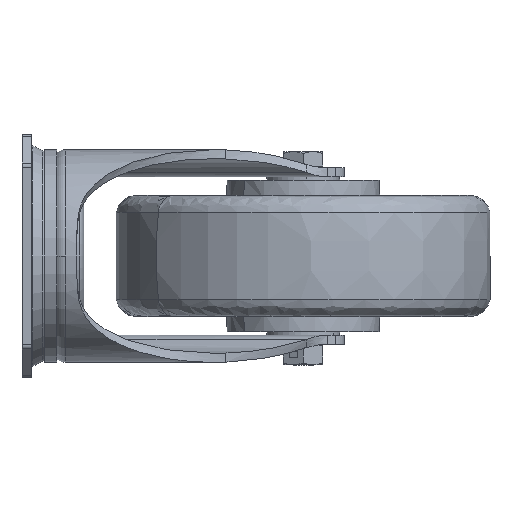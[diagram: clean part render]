
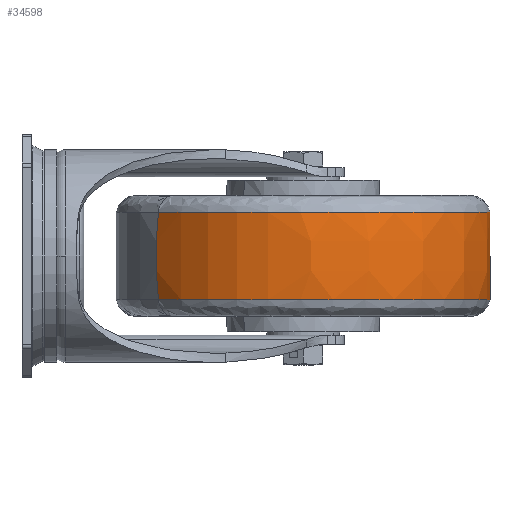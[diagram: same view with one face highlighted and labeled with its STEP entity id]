
A CAD part, left-side view. The second image highlights one B-rep face of the part: STEP entity #34598.
In plain terms, the highlighted free-form (B-spline) face has degree [3, 3] with [4, 4] control points.
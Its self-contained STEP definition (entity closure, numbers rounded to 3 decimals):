
#402 = CARTESIAN_POINT ( 'NONE',  ( 0.273, -43.802, -4.812 ) ) ;
#602 = DIRECTION ( 'NONE',  ( 0.632, -0.775, 0. ) ) ;
#771 = CARTESIAN_POINT ( 'NONE',  ( -94.112, -122.58, 14.337 ) ) ;
#953 = CARTESIAN_POINT ( 'NONE',  ( 1.146, -44.871, -14.337 ) ) ;
#3586 = CARTESIAN_POINT ( 'NONE',  ( 79.727, -141.198, -4.812 ) ) ;
#4297 = ORIENTED_EDGE ( 'NONE', *, *, #28639, .T. ) ;
#4369 = ORIENTED_EDGE ( 'NONE', *, *, #5214, .T. ) ;
#4750 = EDGE_CURVE ( 'NONE', #27913, #26650, #24444, .T. ) ;
#5214 = EDGE_CURVE ( 'NONE', #27913, #28561, #8114, .T. ) ;
#5545 = CARTESIAN_POINT ( 'NONE',  ( 40., -92.5, -14.337 ) ) ;
#5838 = CARTESIAN_POINT ( 'NONE',  ( 79.727, -141.198, 4.812 ) ) ;
#6411 = AXIS2_PLACEMENT_3D ( 'NONE', #5545, #27628, #16227 ) ;
#6607 = CARTESIAN_POINT ( 'NONE',  ( 78.854, -140.129, -14.337 ) ) ;
#8114 = CIRCLE ( 'NONE', #12291, 61.467 ) ;
#8994 = CARTESIAN_POINT ( 'NONE',  ( 1.146, -44.871, 14.337 ) ) ;
#9040 = CARTESIAN_POINT ( 'NONE',  ( -17.67, -220.651, -4.812 ) ) ;
#9391 = CARTESIAN_POINT ( 'NONE',  ( -97.123, -123.255, -4.812 ) ) ;
#11630 = CARTESIAN_POINT ( 'NONE',  ( -94.112, -122.58, -14.337 ) ) ;
#12206 = CARTESIAN_POINT ( 'NONE',  ( -16.404, -217.838, -14.337 ) ) ;
#12291 = AXIS2_PLACEMENT_3D ( 'NONE', #22920, #34137, #34707 ) ;
#12767 = CIRCLE ( 'NONE', #17543, 100. ) ;
#15005 = CARTESIAN_POINT ( 'NONE',  ( -17.67, -220.651, 4.812 ) ) ;
#15185 = CARTESIAN_POINT ( 'NONE',  ( -97.123, -123.255, 4.812 ) ) ;
#15741 = ORIENTED_EDGE ( 'NONE', *, *, #33887, .T. ) ;
#15989 = DIRECTION ( 'NONE',  ( -0.632, 0.775, 0. ) ) ;
#16227 = DIRECTION ( 'NONE',  ( 0.632, -0.775, 0. ) ) ;
#17543 = AXIS2_PLACEMENT_3D ( 'NONE', #18112, #27582, #15989 ) ;
#17595 = VERTEX_POINT ( 'NONE', #35395 ) ;
#18112 = CARTESIAN_POINT ( 'NONE',  ( 63.704, -121.558, 0. ) ) ;
#19081 =( BOUNDED_SURFACE ( )  B_SPLINE_SURFACE ( 3, 3, ( 
 ( #34450, #771, #23424, #26028 ),
 ( #26588, #15185, #15005, #5838 ),
 ( #402, #9391, #9040, #3586 ),
 ( #953, #11630, #12206, #6607 ) ),
 .UNSPECIFIED., .F., .F., .F. ) 
 B_SPLINE_SURFACE_WITH_KNOTS ( ( 4, 4 ),
 ( 4, 4 ),
 ( 0., 1. ),
 ( 0., 1. ),
 .UNSPECIFIED. ) 
 GEOMETRIC_REPRESENTATION_ITEM ( )  RATIONAL_B_SPLINE_SURFACE ( (
 ( 1., 0.333, 0.333, 1.),
 ( 0.993, 0.331, 0.331, 0.993),
 ( 0.993, 0.331, 0.331, 0.993),
 ( 1., 0.333, 0.333, 1.) ) ) 
 REPRESENTATION_ITEM ( '' )  SURFACE ( )  );
#20615 = CARTESIAN_POINT ( 'NONE',  ( 16.296, -63.442, 0. ) ) ;
#21322 = CIRCLE ( 'NONE', #6411, 61.467 ) ;
#22920 = CARTESIAN_POINT ( 'NONE',  ( 40., -92.5, 14.337 ) ) ;
#23424 = CARTESIAN_POINT ( 'NONE',  ( -16.404, -217.838, 14.337 ) ) ;
#24422 = CARTESIAN_POINT ( 'NONE',  ( 78.854, -140.129, 14.337 ) ) ;
#24444 = CIRCLE ( 'NONE', #29195, 100. ) ;
#24505 = EDGE_LOOP ( 'NONE', ( #4369, #4297, #15741, #35177 ) ) ;
#26028 = CARTESIAN_POINT ( 'NONE',  ( 78.854, -140.129, 14.337 ) ) ;
#26588 = CARTESIAN_POINT ( 'NONE',  ( 0.273, -43.802, 4.812 ) ) ;
#26650 = VERTEX_POINT ( 'NONE', #33006 ) ;
#26968 = DIRECTION ( 'NONE',  ( 0.775, 0.632, 0. ) ) ;
#27582 = DIRECTION ( 'NONE',  ( -0.775, -0.632, 0. ) ) ;
#27628 = DIRECTION ( 'NONE',  ( 0., 0., 1. ) ) ;
#27913 = VERTEX_POINT ( 'NONE', #24422 ) ;
#28561 = VERTEX_POINT ( 'NONE', #8994 ) ;
#28639 = EDGE_CURVE ( 'NONE', #28561, #17595, #12767, .T. ) ;
#29195 = AXIS2_PLACEMENT_3D ( 'NONE', #20615, #26968, #602 ) ;
#32608 = FACE_OUTER_BOUND ( 'NONE', #24505, .T. ) ;
#33006 = CARTESIAN_POINT ( 'NONE',  ( 78.854, -140.129, -14.337 ) ) ;
#33887 = EDGE_CURVE ( 'NONE', #17595, #26650, #21322, .T. ) ;
#34137 = DIRECTION ( 'NONE',  ( 0., 0., -1. ) ) ;
#34450 = CARTESIAN_POINT ( 'NONE',  ( 1.146, -44.871, 14.337 ) ) ;
#34598 = ADVANCED_FACE ( 'NONE', ( #32608 ), #19081, .T. ) ;
#34707 = DIRECTION ( 'NONE',  ( 0.632, -0.775, 0. ) ) ;
#35177 = ORIENTED_EDGE ( 'NONE', *, *, #4750, .F. ) ;
#35395 = CARTESIAN_POINT ( 'NONE',  ( 1.146, -44.871, -14.337 ) ) ;
